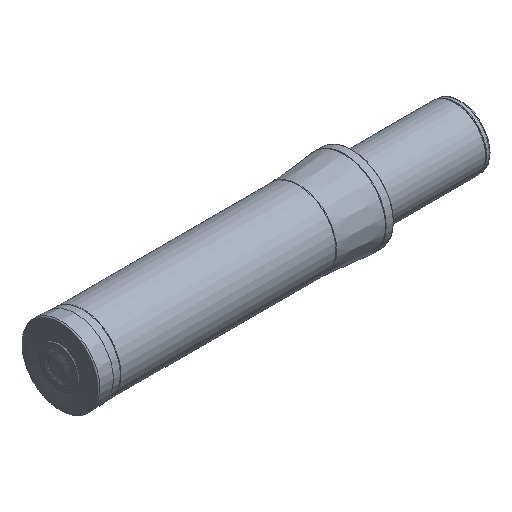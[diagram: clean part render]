
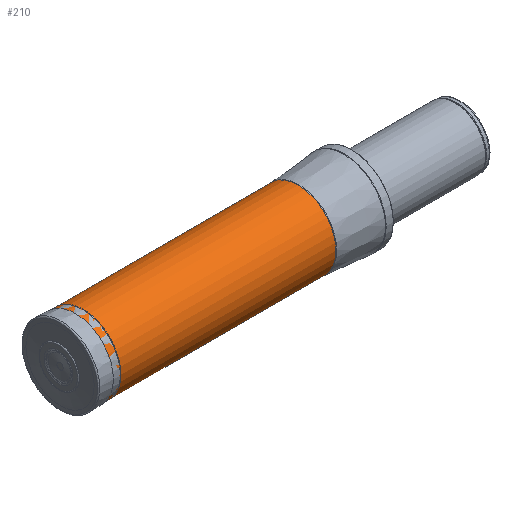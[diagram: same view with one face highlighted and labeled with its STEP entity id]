
A CAD part, isometric view. The second image highlights one B-rep face of the part: STEP entity #210.
In plain terms, the highlighted cylindrical face has radius 24.5 mm (diameter 49 mm), a full revolution.
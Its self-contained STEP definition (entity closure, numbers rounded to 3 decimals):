
#108=CYLINDRICAL_SURFACE('',#557,24.5);
#149=FACE_BOUND('',#277,.T.);
#150=FACE_BOUND('',#278,.T.);
#210=ADVANCED_FACE('',(#149,#150),#108,.T.);
#277=EDGE_LOOP('',(#357));
#278=EDGE_LOOP('',(#358));
#357=ORIENTED_EDGE('',*,*,#461,.T.);
#358=ORIENTED_EDGE('',*,*,#460,.F.);
#420=VERTEX_POINT('',#780);
#421=VERTEX_POINT('',#783);
#460=EDGE_CURVE('',#420,#420,#500,.T.);
#461=EDGE_CURVE('',#421,#421,#501,.T.);
#500=CIRCLE('',#554,24.5);
#501=CIRCLE('',#556,24.5);
#554=AXIS2_PLACEMENT_3D('',#779,#650,#651);
#556=AXIS2_PLACEMENT_3D('',#782,#654,#655);
#557=AXIS2_PLACEMENT_3D('',#784,#656,#657);
#650=DIRECTION('',(1.,0.,0.));
#651=DIRECTION('',(0.,0.,1.));
#654=DIRECTION('',(1.,0.,0.));
#655=DIRECTION('',(0.,0.,1.));
#656=DIRECTION('',(-1.,0.,0.));
#657=DIRECTION('',(0.,0.,1.));
#779=CARTESIAN_POINT('',(155.,0.,0.));
#780=CARTESIAN_POINT('',(155.,0.,24.5));
#782=CARTESIAN_POINT('',(11.,0.,0.));
#783=CARTESIAN_POINT('',(11.,0.,24.5));
#784=CARTESIAN_POINT('',(0.,0.,0.));
